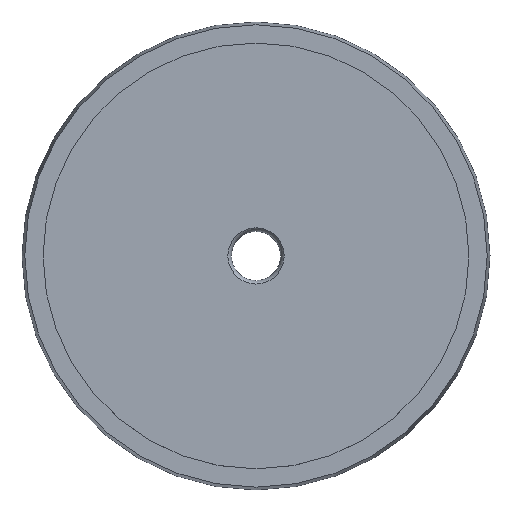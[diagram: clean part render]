
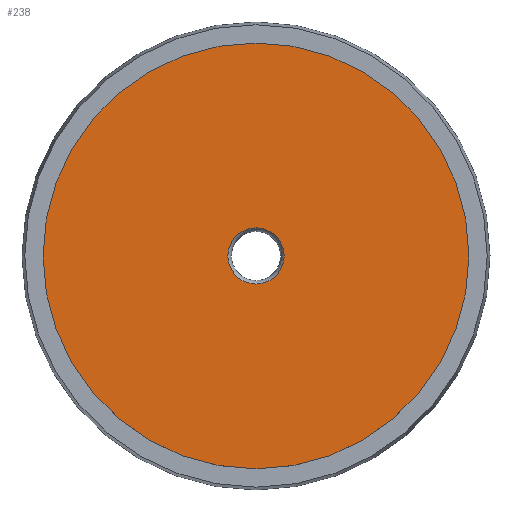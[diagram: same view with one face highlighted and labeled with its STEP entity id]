
A CAD part, top view. The second image highlights one B-rep face of the part: STEP entity #238.
In plain terms, the highlighted planar face has unit normal (0, 0, 1).
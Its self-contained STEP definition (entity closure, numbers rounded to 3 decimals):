
#36 = CARTESIAN_POINT ( 'NONE',  ( -2., 0., 0. ) ) ;
#68 = ORIENTED_EDGE ( 'NONE', *, *, #433, .T. ) ;
#70 = CARTESIAN_POINT ( 'NONE',  ( -15.15, 0., 0. ) ) ;
#78 = VERTEX_POINT ( 'NONE', #36 ) ;
#92 = EDGE_CURVE ( 'NONE', #399, #406, #163, .T. ) ;
#100 = CARTESIAN_POINT ( 'NONE',  ( 0., 0., 0. ) ) ;
#103 = EDGE_LOOP ( 'NONE', ( #68, #151 ) ) ;
#106 = DIRECTION ( 'NONE',  ( 0., 0., -1. ) ) ;
#115 = FACE_OUTER_BOUND ( 'NONE', #103, .T. ) ;
#121 = AXIS2_PLACEMENT_3D ( 'NONE', #570, #475, #220 ) ;
#142 = DIRECTION ( 'NONE',  ( 1., 0., 0. ) ) ;
#151 = ORIENTED_EDGE ( 'NONE', *, *, #92, .T. ) ;
#158 = AXIS2_PLACEMENT_3D ( 'NONE', #639, #297, #142 ) ;
#163 = CIRCLE ( 'NONE', #323, 15.15 ) ;
#166 = CARTESIAN_POINT ( 'NONE',  ( 15.15, 0., 0. ) ) ;
#212 = CIRCLE ( 'NONE', #158, 2. ) ;
#220 = DIRECTION ( 'NONE',  ( 1., 0., 0. ) ) ;
#238 = ADVANCED_FACE ( 'NONE', ( #283, #115 ), #260, .F. ) ;
#243 = ORIENTED_EDGE ( 'NONE', *, *, #520, .F. ) ;
#245 = DIRECTION ( 'NONE',  ( 0., 0., 1. ) ) ;
#260 = PLANE ( 'NONE',  #618 ) ;
#283 = FACE_BOUND ( 'NONE', #602, .T. ) ;
#297 = DIRECTION ( 'NONE',  ( 0., 0., 1. ) ) ;
#304 = CIRCLE ( 'NONE', #598, 2. ) ;
#323 = AXIS2_PLACEMENT_3D ( 'NONE', #644, #245, #543 ) ;
#392 = CARTESIAN_POINT ( 'NONE',  ( 2., 0., 0. ) ) ;
#399 = VERTEX_POINT ( 'NONE', #70 ) ;
#406 = VERTEX_POINT ( 'NONE', #166 ) ;
#427 = ORIENTED_EDGE ( 'NONE', *, *, #553, .F. ) ;
#433 = EDGE_CURVE ( 'NONE', #406, #399, #481, .T. ) ;
#459 = DIRECTION ( 'NONE',  ( 0., 0., 1. ) ) ;
#475 = DIRECTION ( 'NONE',  ( 0., 0., 1. ) ) ;
#481 = CIRCLE ( 'NONE', #121, 15.15 ) ;
#520 = EDGE_CURVE ( 'NONE', #544, #78, #212, .T. ) ;
#543 = DIRECTION ( 'NONE',  ( 1., 0., 0. ) ) ;
#544 = VERTEX_POINT ( 'NONE', #392 ) ;
#552 = DIRECTION ( 'NONE',  ( 1., 0., 0. ) ) ;
#553 = EDGE_CURVE ( 'NONE', #78, #544, #304, .T. ) ;
#554 = CARTESIAN_POINT ( 'NONE',  ( 0., 0., 0. ) ) ;
#560 = DIRECTION ( 'NONE',  ( -1., 0., 0. ) ) ;
#570 = CARTESIAN_POINT ( 'NONE',  ( 0., 0., 0. ) ) ;
#598 = AXIS2_PLACEMENT_3D ( 'NONE', #100, #459, #552 ) ;
#602 = EDGE_LOOP ( 'NONE', ( #243, #427 ) ) ;
#618 = AXIS2_PLACEMENT_3D ( 'NONE', #554, #106, #560 ) ;
#639 = CARTESIAN_POINT ( 'NONE',  ( 0., 0., 0. ) ) ;
#644 = CARTESIAN_POINT ( 'NONE',  ( 0., 0., 0. ) ) ;
